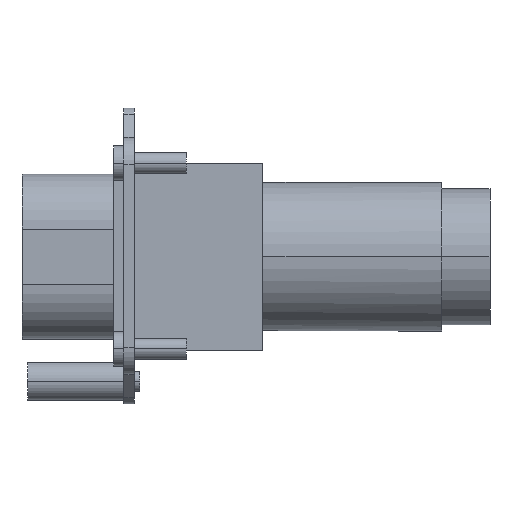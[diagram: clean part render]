
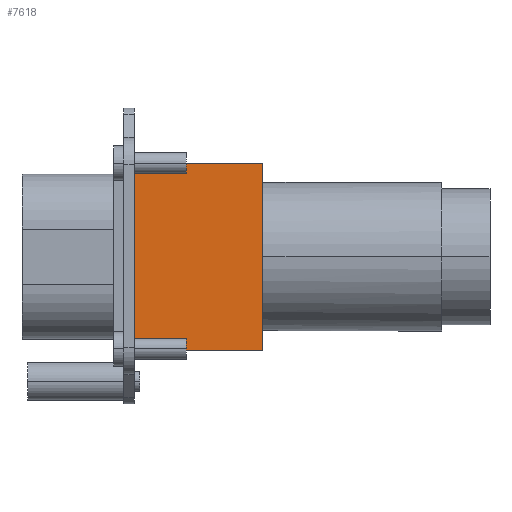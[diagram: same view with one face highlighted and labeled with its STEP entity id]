
A CAD part, left-side view. The second image highlights one B-rep face of the part: STEP entity #7618.
In plain terms, the highlighted planar face has unit normal (-1, 0, 0).
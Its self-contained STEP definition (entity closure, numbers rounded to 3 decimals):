
#709=DIRECTION('',(0.,1.,0.));
#710=VECTOR('',#709,18.7);
#711=CARTESIAN_POINT('',(-48.,-35.,13.6));
#712=LINE('',#711,#710);
#1201=DIRECTION('',(0.,0.,1.));
#1202=VECTOR('',#1201,27.2);
#1203=CARTESIAN_POINT('',(-48.,-16.3,-13.6));
#1204=LINE('',#1203,#1202);
#1205=DIRECTION('',(0.,1.,0.));
#1206=VECTOR('',#1205,18.7);
#1207=CARTESIAN_POINT('',(-48.,-35.,-13.6));
#1208=LINE('',#1207,#1206);
#1221=DIRECTION('',(0.,0.,1.));
#1222=VECTOR('',#1221,27.2);
#1223=CARTESIAN_POINT('',(-48.,-35.,-13.6));
#1224=LINE('',#1223,#1222);
#5449=CARTESIAN_POINT('',(-48.,-16.3,13.6));
#5451=VERTEX_POINT('',#5449);
#5453=CARTESIAN_POINT('',(-48.,-16.3,-13.6));
#5454=VERTEX_POINT('',#5453);
#5491=CARTESIAN_POINT('',(-48.,-35.,13.6));
#5492=VERTEX_POINT('',#5491);
#5499=CARTESIAN_POINT('',(-48.,-35.,-13.6));
#5500=VERTEX_POINT('',#5499);
#7606=CARTESIAN_POINT('',(-48.,-16.3,13.6));
#7607=DIRECTION('',(-1.,0.,0.));
#7608=DIRECTION('',(0.,0.,-1.));
#7609=AXIS2_PLACEMENT_3D('',#7606,#7607,#7608);
#7610=PLANE('',#7609);
#7611=ORIENTED_EDGE('',*,*,#6962,.T.);
#7612=ORIENTED_EDGE('',*,*,#7315,.F.);
#7614=ORIENTED_EDGE('',*,*,#7613,.F.);
#7615=ORIENTED_EDGE('',*,*,#7592,.T.);
#7616=EDGE_LOOP('',(#7611,#7612,#7614,#7615));
#7617=FACE_OUTER_BOUND('',#7616,.F.);
#7618=ADVANCED_FACE('',(#7617),#7610,.T.);
#6962=EDGE_CURVE('',#5454,#5451,#1204,.T.);
#7315=EDGE_CURVE('',#5492,#5451,#712,.T.);
#7592=EDGE_CURVE('',#5500,#5454,#1208,.T.);
#7613=EDGE_CURVE('',#5500,#5492,#1224,.T.);
